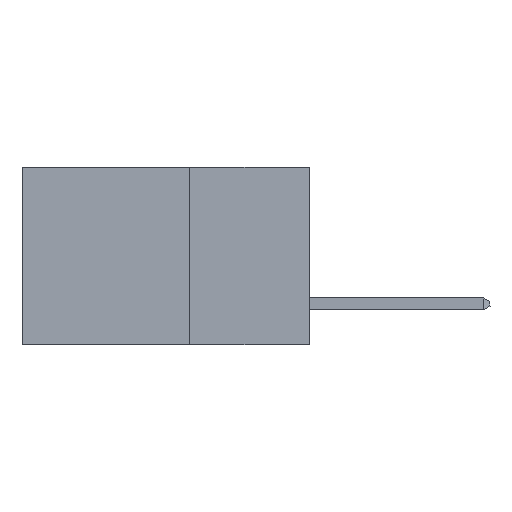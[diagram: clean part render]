
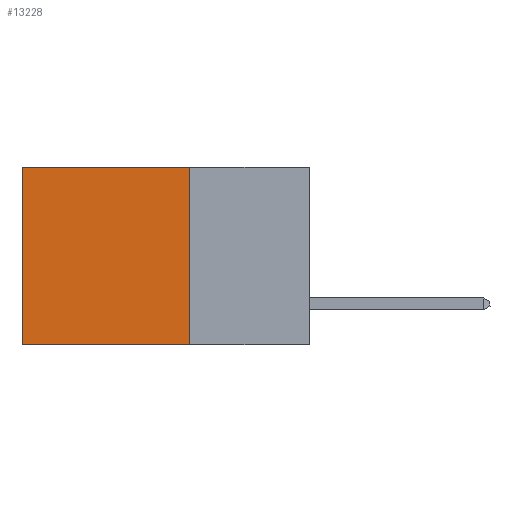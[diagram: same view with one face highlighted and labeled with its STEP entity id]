
A CAD part, left-side view. The second image highlights one B-rep face of the part: STEP entity #13228.
In plain terms, the highlighted planar face has unit normal (-1, 0, 0).
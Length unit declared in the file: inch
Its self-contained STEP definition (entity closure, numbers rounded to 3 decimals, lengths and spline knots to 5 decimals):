
#147 = ORIENTED_EDGE ( 'NONE', *, *, #2370, .F. ) ;
#168 = ORIENTED_EDGE ( 'NONE', *, *, #15567, .F. ) ;
#638 = CARTESIAN_POINT ( 'NONE',  ( 0.2875, 0.25, 0. ) ) ;
#928 = CARTESIAN_POINT ( 'NONE',  ( 0.2875, 0.6, 0. ) ) ;
#2370 = EDGE_CURVE ( 'NONE', #11770, #5278, #5687, .T. ) ;
#3643 = LINE ( 'NONE', #15393, #11117 ) ;
#4309 = DIRECTION ( 'NONE',  ( 0., 0., -1. ) ) ;
#4404 = VERTEX_POINT ( 'NONE', #928 ) ;
#4428 = VECTOR ( 'NONE', #5995, 39.37008 ) ;
#5278 = VERTEX_POINT ( 'NONE', #5966 ) ;
#5687 = LINE ( 'NONE', #7772, #17046 ) ;
#5966 = CARTESIAN_POINT ( 'NONE',  ( 0.2875, 0.25, -0.37 ) ) ;
#5995 = DIRECTION ( 'NONE',  ( 0., 1., 0. ) ) ;
#6240 = DIRECTION ( 'NONE',  ( 0., 1., 0. ) ) ;
#6708 = DIRECTION ( 'NONE',  ( 0., 0., -1. ) ) ;
#7056 = VERTEX_POINT ( 'NONE', #14283 ) ;
#7395 = CARTESIAN_POINT ( 'NONE',  ( 0.2875, 0.25, 0. ) ) ;
#7736 = CARTESIAN_POINT ( 'NONE',  ( 0.2875, 0.25, -0.37 ) ) ;
#7772 = CARTESIAN_POINT ( 'NONE',  ( 0.2875, 0.25, 0. ) ) ;
#7975 = DIRECTION ( 'NONE',  ( 0., 0., -1. ) ) ;
#8369 = LINE ( 'NONE', #7395, #4428 ) ;
#8554 = EDGE_CURVE ( 'NONE', #11770, #4404, #8369, .T. ) ;
#9388 = EDGE_CURVE ( 'NONE', #4404, #7056, #3643, .T. ) ;
#11117 = VECTOR ( 'NONE', #7975, 39.37008 ) ;
#11770 = VERTEX_POINT ( 'NONE', #638 ) ;
#12063 = LINE ( 'NONE', #7736, #15538 ) ;
#12668 = AXIS2_PLACEMENT_3D ( 'NONE', #19018, #13242, #4309 ) ;
#13228 = ADVANCED_FACE ( 'NONE', ( #15605 ), #14657, .F. ) ;
#13242 = DIRECTION ( 'NONE',  ( 1., 0., 0. ) ) ;
#13622 = ORIENTED_EDGE ( 'NONE', *, *, #9388, .T. ) ;
#14283 = CARTESIAN_POINT ( 'NONE',  ( 0.2875, 0.6, -0.37 ) ) ;
#14657 = PLANE ( 'NONE',  #12668 ) ;
#15393 = CARTESIAN_POINT ( 'NONE',  ( 0.2875, 0.6, 0. ) ) ;
#15538 = VECTOR ( 'NONE', #6240, 39.37008 ) ;
#15567 = EDGE_CURVE ( 'NONE', #5278, #7056, #12063, .T. ) ;
#15605 = FACE_OUTER_BOUND ( 'NONE', #16957, .T. ) ;
#16407 = ORIENTED_EDGE ( 'NONE', *, *, #8554, .T. ) ;
#16957 = EDGE_LOOP ( 'NONE', ( #13622, #168, #147, #16407 ) ) ;
#17046 = VECTOR ( 'NONE', #6708, 39.37008 ) ;
#19018 = CARTESIAN_POINT ( 'NONE',  ( 0.2875, 0.25, 0. ) ) ;
